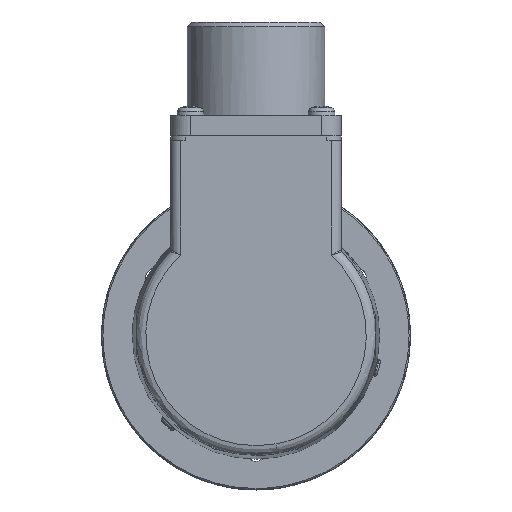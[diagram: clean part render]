
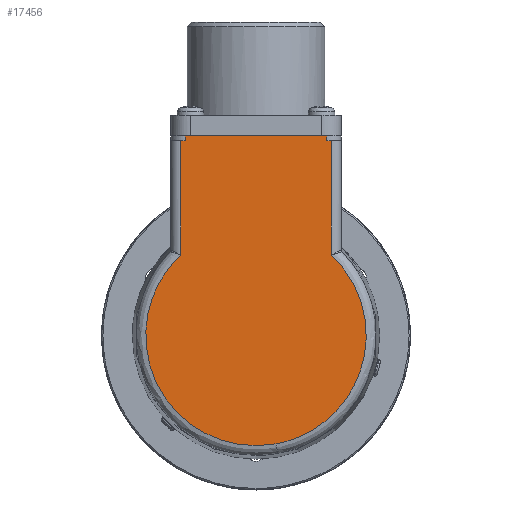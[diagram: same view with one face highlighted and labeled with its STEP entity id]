
A CAD part, front view. The second image highlights one B-rep face of the part: STEP entity #17456.
In plain terms, the highlighted planar face has unit normal (0, -1, 0).
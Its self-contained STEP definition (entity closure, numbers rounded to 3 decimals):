
#206 = DIRECTION ( 'NONE',  ( 0., 0., 1. ) ) ;
#638 = ORIENTED_EDGE ( 'NONE', *, *, #21254, .F. ) ;
#647 = EDGE_CURVE ( 'NONE', #3705, #14023, #18387, .T. ) ;
#779 = DIRECTION ( 'NONE',  ( -1., 0., 0. ) ) ;
#1091 = CARTESIAN_POINT ( 'NONE',  ( 4.111, -47.5, -22.273 ) ) ;
#1938 = EDGE_LOOP ( 'NONE', ( #24062, #21209, #20907, #23458, #14927, #638, #20301, #17929, #3297 ) ) ;
#2180 =( BOUNDED_CURVE ( )  B_SPLINE_CURVE ( 3, ( #21095, #3914, #22984, #11621 ),
 .UNSPECIFIED., .F., .F. ) 
 B_SPLINE_CURVE_WITH_KNOTS ( ( 4, 4 ),
 ( 0., 1. ),
 .UNSPECIFIED. ) 
 CURVE ( )  GEOMETRIC_REPRESENTATION_ITEM ( )  RATIONAL_B_SPLINE_CURVE ( ( 1., 0.521, 0.521, 1. ) ) 
 REPRESENTATION_ITEM ( '' )  );
#2315 = LINE ( 'NONE', #15638, #16853 ) ;
#2436 = AXIS2_PLACEMENT_3D ( 'NONE', #5815, #11548, #206 ) ;
#3096 = CARTESIAN_POINT ( 'NONE',  ( -14.5, -47.5, 40. ) ) ;
#3132 = FACE_OUTER_BOUND ( 'NONE', #1938, .T. ) ;
#3297 = ORIENTED_EDGE ( 'NONE', *, *, #22279, .F. ) ;
#3620 = EDGE_CURVE ( 'NONE', #5855, #21506, #21579, .T. ) ;
#3705 = VERTEX_POINT ( 'NONE', #24068 ) ;
#3817 = VECTOR ( 'NONE', #8015, 1000. ) ;
#3914 = CARTESIAN_POINT ( 'NONE',  ( -23.227, -47.5, -27.319 ) ) ;
#3925 = VERTEX_POINT ( 'NONE', #3096 ) ;
#4230 = LINE ( 'NONE', #19729, #23824 ) ;
#4245 = VECTOR ( 'NONE', #9307, 1000. ) ;
#4355 = CARTESIAN_POINT ( 'NONE',  ( 0., -47.5, 40. ) ) ;
#5108 = CARTESIAN_POINT ( 'NONE',  ( 15.5, -47.5, 40. ) ) ;
#5815 = CARTESIAN_POINT ( 'NONE',  ( 0., -47.5, 0. ) ) ;
#5855 = VERTEX_POINT ( 'NONE', #20520 ) ;
#6445 = EDGE_CURVE ( 'NONE', #3925, #15733, #4230, .T. ) ;
#6810 = VECTOR ( 'NONE', #12523, 1000. ) ;
#7322 = CARTESIAN_POINT ( 'NONE',  ( -15.5, -47.5, 40. ) ) ;
#7664 = EDGE_CURVE ( 'NONE', #10703, #5855, #2315, .T. ) ;
#7767 = EDGE_CURVE ( 'NONE', #3925, #16558, #16271, .T. ) ;
#8015 = DIRECTION ( 'NONE',  ( 0., 0., -1. ) ) ;
#8695 = CARTESIAN_POINT ( 'NONE',  ( 14.5, -47.5, 40. ) ) ;
#9307 = DIRECTION ( 'NONE',  ( 1., 0., 0. ) ) ;
#9681 = PLANE ( 'NONE',  #2436 ) ;
#10703 = VERTEX_POINT ( 'NONE', #5108 ) ;
#11192 = VECTOR ( 'NONE', #779, 1000. ) ;
#11548 = DIRECTION ( 'NONE',  ( 0., 1., 0. ) ) ;
#11621 = CARTESIAN_POINT ( 'NONE',  ( -15.5, -47.5, 16.515 ) ) ;
#12129 = EDGE_CURVE ( 'NONE', #21506, #23432, #2180, .T. ) ;
#12194 = DIRECTION ( 'NONE',  ( 0., 0., 1. ) ) ;
#12470 = CARTESIAN_POINT ( 'NONE',  ( 25.007, -47.5, -18.416 ) ) ;
#12479 = LINE ( 'NONE', #14448, #6810 ) ;
#12523 = DIRECTION ( 'NONE',  ( 0., 0., 1. ) ) ;
#13814 = DIRECTION ( 'NONE',  ( -1., 0., 0. ) ) ;
#13844 = CARTESIAN_POINT ( 'NONE',  ( 4.111, -47.5, -22.273 ) ) ;
#13914 = CARTESIAN_POINT ( 'NONE',  ( 14.5, -47.5, 39.915 ) ) ;
#13984 = CARTESIAN_POINT ( 'NONE',  ( -14.5, -47.5, 41. ) ) ;
#14023 = VERTEX_POINT ( 'NONE', #8695 ) ;
#14394 = EDGE_CURVE ( 'NONE', #10703, #14023, #24208, .T. ) ;
#14448 = CARTESIAN_POINT ( 'NONE',  ( -15.5, -47.5, 0. ) ) ;
#14927 = ORIENTED_EDGE ( 'NONE', *, *, #647, .F. ) ;
#15638 = CARTESIAN_POINT ( 'NONE',  ( 15.5, -47.5, 0. ) ) ;
#15733 = VERTEX_POINT ( 'NONE', #13984 ) ;
#16271 = LINE ( 'NONE', #23505, #11192 ) ;
#16558 = VERTEX_POINT ( 'NONE', #7322 ) ;
#16853 = VECTOR ( 'NONE', #21360, 1000. ) ;
#17456 = ADVANCED_FACE ( 'NONE', ( #3132 ), #9681, .F. ) ;
#17929 = ORIENTED_EDGE ( 'NONE', *, *, #7767, .T. ) ;
#18197 = LINE ( 'NONE', #20661, #4245 ) ;
#18387 = LINE ( 'NONE', #13914, #3817 ) ;
#19335 = CARTESIAN_POINT ( 'NONE',  ( -15.5, -47.5, 16.515 ) ) ;
#19729 = CARTESIAN_POINT ( 'NONE',  ( -14.5, -47.5, 39.915 ) ) ;
#20025 = CARTESIAN_POINT ( 'NONE',  ( 30.994, -47.5, 1.973 ) ) ;
#20301 = ORIENTED_EDGE ( 'NONE', *, *, #6445, .F. ) ;
#20520 = CARTESIAN_POINT ( 'NONE',  ( 15.5, -47.5, 16.515 ) ) ;
#20661 = CARTESIAN_POINT ( 'NONE',  ( 0., -47.5, 41. ) ) ;
#20907 = ORIENTED_EDGE ( 'NONE', *, *, #7664, .F. ) ;
#21095 = CARTESIAN_POINT ( 'NONE',  ( 4.111, -47.5, -22.273 ) ) ;
#21209 = ORIENTED_EDGE ( 'NONE', *, *, #3620, .F. ) ;
#21254 = EDGE_CURVE ( 'NONE', #15733, #3705, #18197, .T. ) ;
#21360 = DIRECTION ( 'NONE',  ( 0., 0., -1. ) ) ;
#21506 = VERTEX_POINT ( 'NONE', #13844 ) ;
#21579 =( BOUNDED_CURVE ( )  B_SPLINE_CURVE ( 3, ( #23818, #20025, #12470, #1091 ),
 .UNSPECIFIED., .F., .F. ) 
 B_SPLINE_CURVE_WITH_KNOTS ( ( 4, 4 ),
 ( 0., 1. ),
 .UNSPECIFIED. ) 
 CURVE ( )  GEOMETRIC_REPRESENTATION_ITEM ( )  RATIONAL_B_SPLINE_CURVE ( ( 1., 0.634, 0.634, 1. ) ) 
 REPRESENTATION_ITEM ( '' )  );
#22279 = EDGE_CURVE ( 'NONE', #23432, #16558, #12479, .T. ) ;
#22984 = CARTESIAN_POINT ( 'NONE',  ( -35.77, -47.5, -2.51 ) ) ;
#23432 = VERTEX_POINT ( 'NONE', #19335 ) ;
#23458 = ORIENTED_EDGE ( 'NONE', *, *, #14394, .T. ) ;
#23505 = CARTESIAN_POINT ( 'NONE',  ( 0., -47.5, 40. ) ) ;
#23608 = VECTOR ( 'NONE', #13814, 1000. ) ;
#23818 = CARTESIAN_POINT ( 'NONE',  ( 15.5, -47.5, 16.515 ) ) ;
#23824 = VECTOR ( 'NONE', #12194, 1000. ) ;
#24062 = ORIENTED_EDGE ( 'NONE', *, *, #12129, .F. ) ;
#24068 = CARTESIAN_POINT ( 'NONE',  ( 14.5, -47.5, 41. ) ) ;
#24208 = LINE ( 'NONE', #4355, #23608 ) ;
